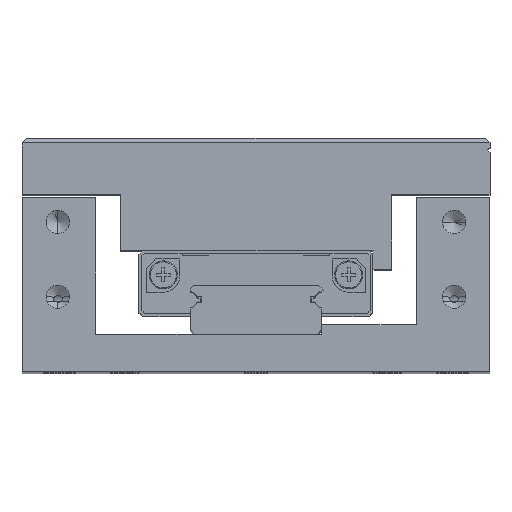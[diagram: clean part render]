
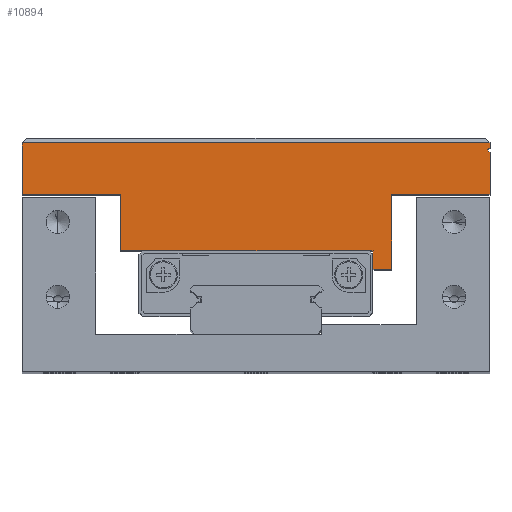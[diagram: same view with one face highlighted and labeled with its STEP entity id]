
A CAD part, top view. The second image highlights one B-rep face of the part: STEP entity #10894.
In plain terms, the highlighted face is planar.
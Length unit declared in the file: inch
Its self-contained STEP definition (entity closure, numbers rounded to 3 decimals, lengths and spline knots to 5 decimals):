
#237 = VERTEX_POINT ( 'NONE', #20839 ) ;
#490 = PLANE ( 'NONE',  #17642 ) ;
#641 = CARTESIAN_POINT ( 'NONE',  ( -0.98425, 0.9252, -1.01083 ) ) ;
#1121 = CARTESIAN_POINT ( 'NONE',  ( -1.24016, 0.51181, -1.01083 ) ) ;
#1186 = ORIENTED_EDGE ( 'NONE', *, *, #9512, .T. ) ;
#1432 = CARTESIAN_POINT ( 'NONE',  ( -1.24016, 0.96457, -1.01083 ) ) ;
#1530 = ORIENTED_EDGE ( 'NONE', *, *, #4617, .F. ) ;
#1635 = CARTESIAN_POINT ( 'NONE',  ( -0.49213, 0.01969, -1.01083 ) ) ;
#1998 = LINE ( 'NONE', #23863, #27691 ) ;
#2256 = DIRECTION ( 'NONE',  ( -1., 0., 0. ) ) ;
#2505 = VERTEX_POINT ( 'NONE', #10583 ) ;
#3137 = LINE ( 'NONE', #5544, #8513 ) ;
#3515 = ORIENTED_EDGE ( 'NONE', *, *, #6751, .F. ) ;
#3755 = LINE ( 'NONE', #1635, #21513 ) ;
#4128 = ORIENTED_EDGE ( 'NONE', *, *, #20635, .T. ) ;
#4203 = VERTEX_POINT ( 'NONE', #18337 ) ;
#4348 = EDGE_CURVE ( 'NONE', #26056, #19071, #8410, .T. ) ;
#4379 = CARTESIAN_POINT ( 'NONE',  ( -0.98425, 0.9252, -1.01083 ) ) ;
#4415 = DIRECTION ( 'NONE',  ( 0., -1., 0. ) ) ;
#4448 = DIRECTION ( 'NONE',  ( -1., 0., 0. ) ) ;
#4617 = EDGE_CURVE ( 'NONE', #237, #11008, #3755, .T. ) ;
#4666 = LINE ( 'NONE', #11020, #8570 ) ;
#4836 = EDGE_CURVE ( 'NONE', #25255, #26056, #8378, .T. ) ;
#5544 = CARTESIAN_POINT ( 'NONE',  ( -0.98425, 0.98425, -1.01083 ) ) ;
#5658 = VERTEX_POINT ( 'NONE', #10678 ) ;
#5793 = DIRECTION ( 'NONE',  ( 1., 0., 0. ) ) ;
#6124 = VECTOR ( 'NONE', #15802, 39.37008 ) ;
#6167 = LINE ( 'NONE', #27777, #7882 ) ;
#6252 = CARTESIAN_POINT ( 'NONE',  ( -1.24016, 0.74803, -1.01083 ) ) ;
#6443 = EDGE_CURVE ( 'NONE', #11430, #25255, #6520, .T. ) ;
#6466 = VECTOR ( 'NONE', #16252, 39.37008 ) ;
#6501 = VECTOR ( 'NONE', #25610, 39.37008 ) ;
#6520 = LINE ( 'NONE', #6252, #6501 ) ;
#6751 = EDGE_CURVE ( 'NONE', #11430, #2505, #9748, .T. ) ;
#7049 = CARTESIAN_POINT ( 'NONE',  ( 0.47638, 0.51181, -1.01083 ) ) ;
#7348 = EDGE_CURVE ( 'NONE', #17633, #5658, #1998, .T. ) ;
#7882 = VECTOR ( 'NONE', #23398, 39.37008 ) ;
#7977 = VECTOR ( 'NONE', #18729, 39.37008 ) ;
#8276 = EDGE_CURVE ( 'NONE', #23591, #12905, #6167, .T. ) ;
#8301 = ORIENTED_EDGE ( 'NONE', *, *, #13477, .T. ) ;
#8378 = LINE ( 'NONE', #10777, #9802 ) ;
#8410 = LINE ( 'NONE', #17051, #14282 ) ;
#8513 = VECTOR ( 'NONE', #22781, 39.37008 ) ;
#8570 = VECTOR ( 'NONE', #19779, 39.37008 ) ;
#9216 = ORIENTED_EDGE ( 'NONE', *, *, #22130, .T. ) ;
#9368 = LINE ( 'NONE', #18005, #25895 ) ;
#9512 = EDGE_CURVE ( 'NONE', #22661, #24050, #9368, .T. ) ;
#9582 = LINE ( 'NONE', #1121, #15685 ) ;
#9748 = LINE ( 'NONE', #18384, #6466 ) ;
#9802 = VECTOR ( 'NONE', #4415, 39.37008 ) ;
#9938 = VECTOR ( 'NONE', #5793, 39.37008 ) ;
#10113 = ORIENTED_EDGE ( 'NONE', *, *, #16303, .T. ) ;
#10583 = CARTESIAN_POINT ( 'NONE',  ( 0.98425, 0.96457, -1.01083 ) ) ;
#10678 = CARTESIAN_POINT ( 'NONE',  ( -0.57087, 0.43307, -1.01083 ) ) ;
#10748 = LINE ( 'NONE', #12592, #18984 ) ;
#10777 = CARTESIAN_POINT ( 'NONE',  ( 0.57087, 0.98425, -1.01083 ) ) ;
#10894 = ADVANCED_FACE ( 'NONE', ( #26205 ), #490, .T. ) ;
#10955 = DIRECTION ( 'NONE',  ( 0., 1., 0. ) ) ;
#11008 = VERTEX_POINT ( 'NONE', #26911 ) ;
#11020 = CARTESIAN_POINT ( 'NONE',  ( -0.49213, 0.49606, -1.01083 ) ) ;
#11430 = VERTEX_POINT ( 'NONE', #21177 ) ;
#12066 = DIRECTION ( 'NONE',  ( 0., 1., 0. ) ) ;
#12537 = CARTESIAN_POINT ( 'NONE',  ( -0.98425, 0.74803, -1.01083 ) ) ;
#12592 = CARTESIAN_POINT ( 'NONE',  ( -1.24016, 0.51181, -1.01083 ) ) ;
#12801 = LINE ( 'NONE', #25940, #25556 ) ;
#12905 = VERTEX_POINT ( 'NONE', #19236 ) ;
#13213 = EDGE_CURVE ( 'NONE', #5658, #12905, #12801, .T. ) ;
#13477 = EDGE_CURVE ( 'NONE', #27750, #4203, #19986, .T. ) ;
#13925 = ORIENTED_EDGE ( 'NONE', *, *, #13213, .T. ) ;
#14282 = VECTOR ( 'NONE', #4448, 39.37008 ) ;
#14285 = CARTESIAN_POINT ( 'NONE',  ( 0.57087, 0.51181, -1.01083 ) ) ;
#14542 = ORIENTED_EDGE ( 'NONE', *, *, #26096, .T. ) ;
#14727 = CARTESIAN_POINT ( 'NONE',  ( -0.49213, 0.43307, -1.01083 ) ) ;
#15685 = VECTOR ( 'NONE', #22727, 39.37008 ) ;
#15802 = DIRECTION ( 'NONE',  ( -0.707, 0.707, 0. ) ) ;
#16025 = DIRECTION ( 'NONE',  ( 0., 0., -1. ) ) ;
#16079 = CARTESIAN_POINT ( 'NONE',  ( -0.97441, 0.93504, -1.01083 ) ) ;
#16252 = DIRECTION ( 'NONE',  ( 0., 1., 0. ) ) ;
#16303 = EDGE_CURVE ( 'NONE', #23591, #27750, #3137, .T. ) ;
#17051 = CARTESIAN_POINT ( 'NONE',  ( -1.24016, 0.51181, -1.01083 ) ) ;
#17535 = EDGE_CURVE ( 'NONE', #19071, #20187, #10748, .T. ) ;
#17633 = VERTEX_POINT ( 'NONE', #14727 ) ;
#17642 = AXIS2_PLACEMENT_3D ( 'NONE', #21966, #16025, #17863 ) ;
#17650 = EDGE_CURVE ( 'NONE', #237, #17633, #4666, .T. ) ;
#17863 = DIRECTION ( 'NONE',  ( -1., 0., 0. ) ) ;
#18005 = CARTESIAN_POINT ( 'NONE',  ( -0.98425, 0.01969, -1.01083 ) ) ;
#18091 = ORIENTED_EDGE ( 'NONE', *, *, #8276, .F. ) ;
#18269 = ORIENTED_EDGE ( 'NONE', *, *, #4836, .T. ) ;
#18318 = ORIENTED_EDGE ( 'NONE', *, *, #6443, .T. ) ;
#18337 = CARTESIAN_POINT ( 'NONE',  ( -0.97441, 0.93504, -1.01083 ) ) ;
#18384 = CARTESIAN_POINT ( 'NONE',  ( 0.98425, 0.01969, -1.01083 ) ) ;
#18729 = DIRECTION ( 'NONE',  ( 0.707, 0.707, 0. ) ) ;
#18984 = VECTOR ( 'NONE', #23743, 39.37008 ) ;
#19071 = VERTEX_POINT ( 'NONE', #7049 ) ;
#19236 = CARTESIAN_POINT ( 'NONE',  ( -0.57087, 0.74803, -1.01083 ) ) ;
#19779 = DIRECTION ( 'NONE',  ( 0., -1., 0. ) ) ;
#19986 = LINE ( 'NONE', #641, #7977 ) ;
#20026 = LINE ( 'NONE', #16079, #6124 ) ;
#20187 = VERTEX_POINT ( 'NONE', #21485 ) ;
#20635 = EDGE_CURVE ( 'NONE', #24050, #2505, #20763, .T. ) ;
#20763 = LINE ( 'NONE', #1432, #9938 ) ;
#20839 = CARTESIAN_POINT ( 'NONE',  ( -0.49213, 0.49606, -1.01083 ) ) ;
#20849 = ORIENTED_EDGE ( 'NONE', *, *, #4348, .T. ) ;
#21177 = CARTESIAN_POINT ( 'NONE',  ( 0.98425, 0.74803, -1.01083 ) ) ;
#21485 = CARTESIAN_POINT ( 'NONE',  ( -0.47638, 0.51181, -1.01083 ) ) ;
#21513 = VECTOR ( 'NONE', #12066, 39.37008 ) ;
#21966 = CARTESIAN_POINT ( 'NONE',  ( -1.24016, 0.98425, -1.01083 ) ) ;
#22130 = EDGE_CURVE ( 'NONE', #20187, #11008, #9582, .T. ) ;
#22661 = VERTEX_POINT ( 'NONE', #25197 ) ;
#22727 = DIRECTION ( 'NONE',  ( -1., 0., 0. ) ) ;
#22781 = DIRECTION ( 'NONE',  ( 0., 1., 0. ) ) ;
#23022 = ORIENTED_EDGE ( 'NONE', *, *, #17650, .T. ) ;
#23260 = CARTESIAN_POINT ( 'NONE',  ( -0.98425, 0.96457, -1.01083 ) ) ;
#23398 = DIRECTION ( 'NONE',  ( 1., 0., 0. ) ) ;
#23591 = VERTEX_POINT ( 'NONE', #12537 ) ;
#23743 = DIRECTION ( 'NONE',  ( -1., 0., 0. ) ) ;
#23863 = CARTESIAN_POINT ( 'NONE',  ( -1.24016, 0.43307, -1.01083 ) ) ;
#23874 = ORIENTED_EDGE ( 'NONE', *, *, #17535, .T. ) ;
#23947 = DIRECTION ( 'NONE',  ( 0., 1., 0. ) ) ;
#23968 = ORIENTED_EDGE ( 'NONE', *, *, #7348, .T. ) ;
#24050 = VERTEX_POINT ( 'NONE', #23260 ) ;
#24998 = EDGE_LOOP ( 'NONE', ( #14542, #1186, #4128, #3515, #18318, #18269, #20849, #23874, #9216, #1530, #23022, #23968, #13925, #18091, #10113, #8301 ) ) ;
#25197 = CARTESIAN_POINT ( 'NONE',  ( -0.98425, 0.94488, -1.01083 ) ) ;
#25255 = VERTEX_POINT ( 'NONE', #27644 ) ;
#25556 = VECTOR ( 'NONE', #10955, 39.37008 ) ;
#25610 = DIRECTION ( 'NONE',  ( -1., 0., 0. ) ) ;
#25895 = VECTOR ( 'NONE', #23947, 39.37008 ) ;
#25940 = CARTESIAN_POINT ( 'NONE',  ( -0.57087, 0.98425, -1.01083 ) ) ;
#26056 = VERTEX_POINT ( 'NONE', #14285 ) ;
#26096 = EDGE_CURVE ( 'NONE', #4203, #22661, #20026, .T. ) ;
#26205 = FACE_OUTER_BOUND ( 'NONE', #24998, .T. ) ;
#26911 = CARTESIAN_POINT ( 'NONE',  ( -0.49213, 0.51181, -1.01083 ) ) ;
#27644 = CARTESIAN_POINT ( 'NONE',  ( 0.57087, 0.74803, -1.01083 ) ) ;
#27691 = VECTOR ( 'NONE', #2256, 39.37008 ) ;
#27750 = VERTEX_POINT ( 'NONE', #4379 ) ;
#27777 = CARTESIAN_POINT ( 'NONE',  ( -1.24016, 0.74803, -1.01083 ) ) ;
